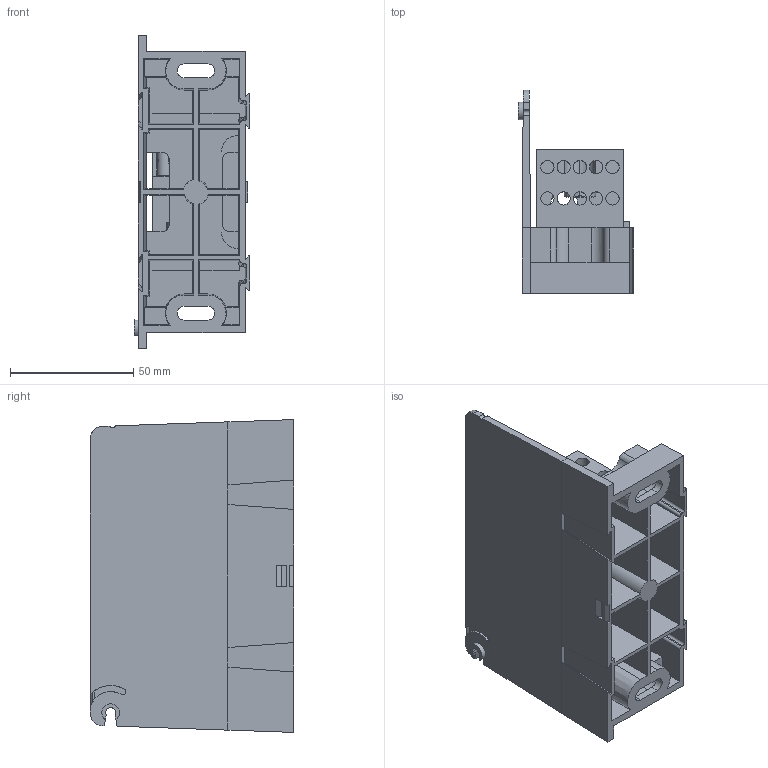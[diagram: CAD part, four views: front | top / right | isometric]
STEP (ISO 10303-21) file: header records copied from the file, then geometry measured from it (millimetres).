
FILE_DESCRIPTION (( 'STEP AP214' ), '1' );
FILE_NAME ('701906rev-ADDER.STEP', '2014-10-30T11:58:33', ( '' ), ( '' ), 'SwSTEP 2.0', 'SolidWorks 2013', '' );
FILE_SCHEMA (( 'AUTOMOTIVE_DESIGN' ));
Length unit declared in the file: inch
Products named in the file (1): 701906rev-ADDER
Bounding box: 46.93 x 82.55 x 127.01 mm (x, y, z)
Surface area: 60844 mm2 (no closed solid volume)
Topology: 0 solids, 20 shells, 332 faces, 1237 edges, 897 vertices
Faces by surface type: plane 183, cylinder 116, cone 29, torus 4
Entity records: 18125 total; most frequent: CARTESIAN_POINT 4085, ORIENTED_EDGE 1994, DIRECTION 1784, EDGE_CURVE 1237, VERTEX_POINT 897, LINE 684, VECTOR 684, AXIS2_PLACEMENT_3D 550
